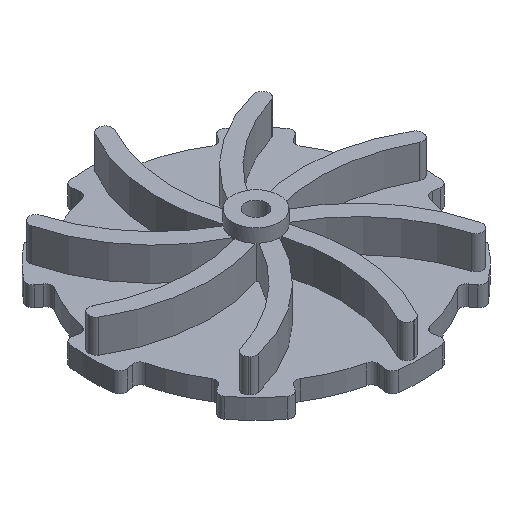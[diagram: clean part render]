
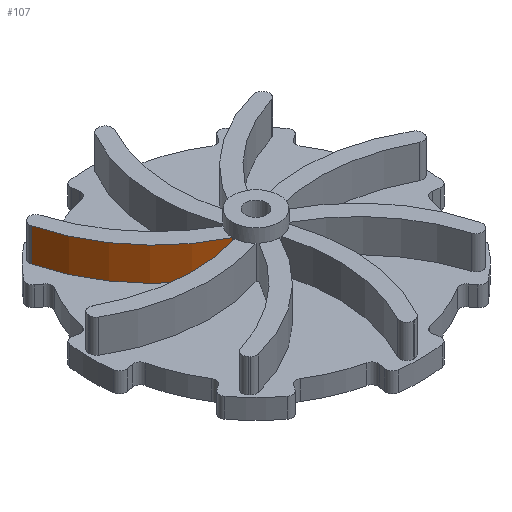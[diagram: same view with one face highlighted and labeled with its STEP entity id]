
A CAD part, isometric view. The second image highlights one B-rep face of the part: STEP entity #107.
In plain terms, the highlighted cylindrical face has radius 25.762 mm (diameter 51.525 mm), a partial arc.
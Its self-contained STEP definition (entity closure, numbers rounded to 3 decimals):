
#107=ADVANCED_FACE('',(#584),#586,.T.);
#584=FACE_BOUND('',#585,.T.);
#585=EDGE_LOOP('',(#1428,#1429,#1430,#1431));
#586=CYLINDRICAL_SURFACE('',#587,25.763);
#587=AXIS2_PLACEMENT_3D('',#588,#589,#590);
#588=CARTESIAN_POINT('',(7.771,23.149,3.));
#589=DIRECTION('',(0.,0.,1.));
#590=DIRECTION('',(-0.974,-0.226,0.));
#1428=ORIENTED_EDGE('',*,*,#1982,.F.);
#1429=ORIENTED_EDGE('',*,*,#1765,.T.);
#1430=ORIENTED_EDGE('',*,*,#1933,.F.);
#1431=ORIENTED_EDGE('',*,*,#1983,.F.);
#1765=EDGE_CURVE('',#2198,#2196,#2199,.T.);
#1933=EDGE_CURVE('',#2460,#2196,#2462,.F.);
#1982=EDGE_CURVE('',#2198,#2535,#2536,.T.);
#1983=EDGE_CURVE('',#2535,#2460,#2537,.T.);
#2196=VERTEX_POINT('',#3017);
#2198=VERTEX_POINT('',#3022);
#2199=CIRCLE('',#3023,25.763);
#2460=VERTEX_POINT('',#3689);
#2462=LINE('',#3694,#3695);
#2535=VERTEX_POINT('',#3886);
#2536=LINE('',#3887,#3888);
#2537=CIRCLE('',#3890,25.763);
#3017=CARTESIAN_POINT('',(-3.536,0.,3.));
#3022=CARTESIAN_POINT('',(-17.188,16.767,3.));
#3023=AXIS2_PLACEMENT_3D('',#3024,#3025,#3026);
#3024=CARTESIAN_POINT('',(7.771,23.149,3.));
#3025=DIRECTION('',(0.,0.,1.));
#3026=DIRECTION('',(-0.969,-0.248,0.));
#3689=CARTESIAN_POINT('',(-3.536,0.,8.));
#3694=CARTESIAN_POINT('',(-3.536,0.,3.));
#3695=VECTOR('',#3696,1.);
#3696=DIRECTION('',(0.,0.,1.));
#3886=CARTESIAN_POINT('',(-17.188,16.767,8.));
#3887=CARTESIAN_POINT('',(-17.188,16.767,3.));
#3888=VECTOR('',#3889,1.);
#3889=DIRECTION('',(0.,0.,1.));
#3890=AXIS2_PLACEMENT_3D('',#3891,#3892,#3893);
#3891=CARTESIAN_POINT('',(7.771,23.149,8.));
#3892=DIRECTION('',(0.,0.,1.));
#3893=DIRECTION('',(-0.969,-0.248,0.));
